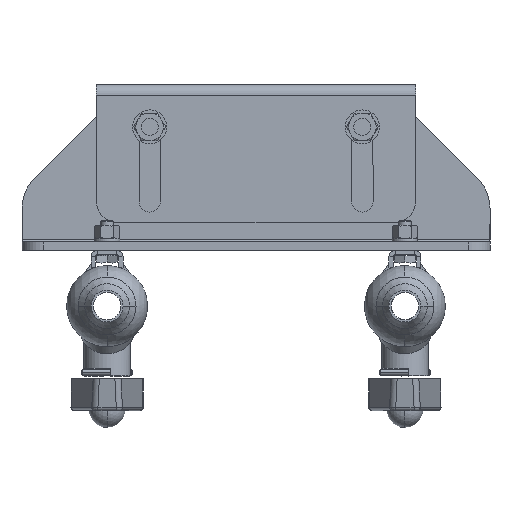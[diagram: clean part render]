
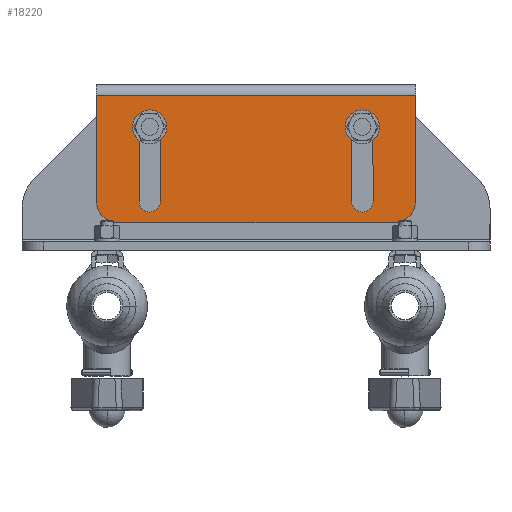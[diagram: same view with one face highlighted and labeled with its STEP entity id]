
A CAD part, front view. The second image highlights one B-rep face of the part: STEP entity #18220.
In plain terms, the highlighted planar face has unit normal (0, -1, 0).
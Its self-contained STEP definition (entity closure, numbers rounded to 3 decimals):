
#1889 = LINE ( 'NONE', #1948, #1947 ) ;
#1946 = DIRECTION ( 'NONE',  ( 0., 0., 1. ) ) ;
#1947 = VECTOR ( 'NONE', #1946, 1000. ) ;
#1948 = CARTESIAN_POINT ( 'NONE',  ( -75., -8., 8. ) ) ;
#2388 = DIRECTION ( 'NONE',  ( 1., 0., 0. ) ) ;
#2389 = VECTOR ( 'NONE', #2388, 1000. ) ;
#2390 = CARTESIAN_POINT ( 'NONE',  ( -75., -8., -57. ) ) ;
#2391 = LINE ( 'NONE', #2390, #2389 ) ;
#2402 = DIRECTION ( 'NONE',  ( 0., 0., -1. ) ) ;
#2403 = DIRECTION ( 'NONE',  ( 0., -1., 0. ) ) ;
#2404 = CARTESIAN_POINT ( 'NONE',  ( 50., -8., -47. ) ) ;
#2405 = AXIS2_PLACEMENT_3D ( 'NONE', #2404, #2403, #2402 ) ;
#2406 = CIRCLE ( 'NONE', #2405, 5. ) ;
#2408 = CARTESIAN_POINT ( 'NONE',  ( 45., -8., -47. ) ) ;
#2422 = CARTESIAN_POINT ( 'NONE',  ( 55., -8., -12. ) ) ;
#2423 = DIRECTION ( 'NONE',  ( 0., 0., 1. ) ) ;
#2424 = VECTOR ( 'NONE', #2423, 1000. ) ;
#2425 = CARTESIAN_POINT ( 'NONE',  ( 55., -8., -47. ) ) ;
#2460 = CARTESIAN_POINT ( 'NONE',  ( 55., -8., -47. ) ) ;
#2505 = LINE ( 'NONE', #2425, #2424 ) ;
#2587 = DIRECTION ( 'NONE',  ( 0., 0., 1. ) ) ;
#2588 = DIRECTION ( 'NONE',  ( 0., -1., 0. ) ) ;
#2589 = AXIS2_PLACEMENT_3D ( 'NONE', #2599, #2588, #2587 ) ;
#2590 = CIRCLE ( 'NONE', #2589, 5. ) ;
#2591 = LINE ( 'NONE', #2741, #2740 ) ;
#2599 = CARTESIAN_POINT ( 'NONE',  ( -50., -8., -12. ) ) ;
#2647 = DIRECTION ( 'NONE',  ( 0., 0., -1. ) ) ;
#2648 = DIRECTION ( 'NONE',  ( 0., -1., 0. ) ) ;
#2649 = CARTESIAN_POINT ( 'NONE',  ( 50., -8., -12. ) ) ;
#2650 = AXIS2_PLACEMENT_3D ( 'NONE', #2649, #2648, #2647 ) ;
#2651 = DIRECTION ( 'NONE',  ( 0., 0., -1. ) ) ;
#2652 = DIRECTION ( 'NONE',  ( 0., 1., 0. ) ) ;
#2653 = CARTESIAN_POINT ( 'NONE',  ( -75., -8., 8. ) ) ;
#2654 = AXIS2_PLACEMENT_3D ( 'NONE', #2653, #2652, #2651 ) ;
#2655 = CIRCLE ( 'NONE', #2650, 5. ) ;
#2656 = PLANE ( 'NONE',  #2654 ) ;
#2738 = CARTESIAN_POINT ( 'NONE',  ( 45., -8., -12. ) ) ;
#2739 = DIRECTION ( 'NONE',  ( 0., 0., -1. ) ) ;
#2740 = VECTOR ( 'NONE', #2739, 1000. ) ;
#2741 = CARTESIAN_POINT ( 'NONE',  ( 45., -8., -47. ) ) ;
#2744 = FACE_OUTER_BOUND ( 'NONE', #18260, .T. ) ;
#2745 = FACE_BOUND ( 'NONE', #18068, .T. ) ;
#2746 = FACE_BOUND ( 'NONE', #18247, .T. ) ;
#17773 = ORIENTED_EDGE ( 'NONE', *, *, #31046, .T. ) ;
#17776 = ORIENTED_EDGE ( 'NONE', *, *, #31529, .T. ) ;
#17778 = ORIENTED_EDGE ( 'NONE', *, *, #17782, .F. ) ;
#17782 = EDGE_CURVE ( 'NONE', #31289, #27382, #1889, .T. ) ;
#17784 = ORIENTED_EDGE ( 'NONE', *, *, #31593, .T. ) ;
#17787 = ORIENTED_EDGE ( 'NONE', *, *, #18096, .T. ) ;
#18068 = EDGE_LOOP ( 'NONE', ( #18249, #18251, #18256, #18258 ) ) ;
#18087 = EDGE_CURVE ( 'NONE', #18194, #18088, #2505, .T. ) ;
#18088 = VERTEX_POINT ( 'NONE', #2422 ) ;
#18096 = EDGE_CURVE ( 'NONE', #31590, #31057, #2391, .T. ) ;
#18098 = ORIENTED_EDGE ( 'NONE', *, *, #31055, .T. ) ;
#18162 = VERTEX_POINT ( 'NONE', #2408 ) ;
#18165 = EDGE_CURVE ( 'NONE', #18162, #18194, #2406, .T. ) ;
#18194 = VERTEX_POINT ( 'NONE', #2460 ) ;
#18207 = VERTEX_POINT ( 'NONE', #2738 ) ;
#18209 = EDGE_CURVE ( 'NONE', #18207, #18162, #2591, .T. ) ;
#18220 = ADVANCED_FACE ( 'NONE', ( #2746, #2745, #2744 ), #2656, .F. ) ;
#18221 = ORIENTED_EDGE ( 'NONE', *, *, #18209, .F. ) ;
#18222 = ORIENTED_EDGE ( 'NONE', *, *, #18223, .F. ) ;
#18223 = EDGE_CURVE ( 'NONE', #18088, #18207, #2655, .T. ) ;
#18225 = ORIENTED_EDGE ( 'NONE', *, *, #18087, .F. ) ;
#18226 = ORIENTED_EDGE ( 'NONE', *, *, #18165, .F. ) ;
#18247 = EDGE_LOOP ( 'NONE', ( #18221, #18222, #18225, #18226 ) ) ;
#18249 = ORIENTED_EDGE ( 'NONE', *, *, #27701, .F. ) ;
#18251 = ORIENTED_EDGE ( 'NONE', *, *, #18253, .F. ) ;
#18253 = EDGE_CURVE ( 'NONE', #27246, #27576, #2590, .T. ) ;
#18256 = ORIENTED_EDGE ( 'NONE', *, *, #27399, .F. ) ;
#18258 = ORIENTED_EDGE ( 'NONE', *, *, #27143, .F. ) ;
#18260 = EDGE_LOOP ( 'NONE', ( #17773, #17776, #17778, #17784, #17787, #18098 ) ) ;
#27143 = EDGE_CURVE ( 'NONE', #27703, #27429, #27577, .T. ) ;
#27246 = VERTEX_POINT ( 'NONE', #27747 ) ;
#27382 = VERTEX_POINT ( 'NONE', #28224 ) ;
#27399 = EDGE_CURVE ( 'NONE', #27429, #27246, #27795, .T. ) ;
#27429 = VERTEX_POINT ( 'NONE', #27782 ) ;
#27571 = DIRECTION ( 'NONE',  ( 0., 0., 1. ) ) ;
#27572 = DIRECTION ( 'NONE',  ( 0., -1., 0. ) ) ;
#27574 = CARTESIAN_POINT ( 'NONE',  ( -50., -8., -47. ) ) ;
#27575 = AXIS2_PLACEMENT_3D ( 'NONE', #27574, #27572, #27571 ) ;
#27576 = VERTEX_POINT ( 'NONE', #29190 ) ;
#27577 = CIRCLE ( 'NONE', #27575, 5. ) ;
#27701 = EDGE_CURVE ( 'NONE', #27576, #27703, #29167, .T. ) ;
#27703 = VERTEX_POINT ( 'NONE', #29162 ) ;
#27747 = CARTESIAN_POINT ( 'NONE',  ( -45., -8., -12. ) ) ;
#27782 = CARTESIAN_POINT ( 'NONE',  ( -45., -8., -47. ) ) ;
#27789 = DIRECTION ( 'NONE',  ( 0., 0., 1. ) ) ;
#27791 = VECTOR ( 'NONE', #27789, 1000. ) ;
#27794 = CARTESIAN_POINT ( 'NONE',  ( -45., -8., -47. ) ) ;
#27795 = LINE ( 'NONE', #27794, #27791 ) ;
#28224 = CARTESIAN_POINT ( 'NONE',  ( -75., -8., 3. ) ) ;
#29162 = CARTESIAN_POINT ( 'NONE',  ( -55., -8., -47. ) ) ;
#29163 = DIRECTION ( 'NONE',  ( 0., 0., -1. ) ) ;
#29164 = VECTOR ( 'NONE', #29163, 1000. ) ;
#29166 = CARTESIAN_POINT ( 'NONE',  ( -55., -8., -47. ) ) ;
#29167 = LINE ( 'NONE', #29166, #29164 ) ;
#29190 = CARTESIAN_POINT ( 'NONE',  ( -55., -8., -12. ) ) ;
#31039 = VERTEX_POINT ( 'NONE', #31730 ) ;
#31046 = EDGE_CURVE ( 'NONE', #31371, #31039, #31710, .T. ) ;
#31055 = EDGE_CURVE ( 'NONE', #31057, #31371, #32342, .T. ) ;
#31057 = VERTEX_POINT ( 'NONE', #32333 ) ;
#31289 = VERTEX_POINT ( 'NONE', #32717 ) ;
#31371 = VERTEX_POINT ( 'NONE', #33216 ) ;
#31529 = EDGE_CURVE ( 'NONE', #31039, #27382, #33707, .T. ) ;
#31590 = VERTEX_POINT ( 'NONE', #34190 ) ;
#31593 = EDGE_CURVE ( 'NONE', #31289, #31590, #34186, .T. ) ;
#31710 = LINE ( 'NONE', #31859, #31858 ) ;
#31730 = CARTESIAN_POINT ( 'NONE',  ( 75., -8., 3. ) ) ;
#31856 = DIRECTION ( 'NONE',  ( 0., 0., 1. ) ) ;
#31858 = VECTOR ( 'NONE', #31856, 1000. ) ;
#31859 = CARTESIAN_POINT ( 'NONE',  ( 75., -8., 8. ) ) ;
#32333 = CARTESIAN_POINT ( 'NONE',  ( 65., -8., -57. ) ) ;
#32335 = DIRECTION ( 'NONE',  ( 0., 0., -1. ) ) ;
#32337 = DIRECTION ( 'NONE',  ( 0., -1., 0. ) ) ;
#32338 = CARTESIAN_POINT ( 'NONE',  ( 65., -8., -47. ) ) ;
#32340 = AXIS2_PLACEMENT_3D ( 'NONE', #32338, #32337, #32335 ) ;
#32342 = CIRCLE ( 'NONE', #32340, 10. ) ;
#32717 = CARTESIAN_POINT ( 'NONE',  ( -75., -8., -47. ) ) ;
#33216 = CARTESIAN_POINT ( 'NONE',  ( 75., -8., -47. ) ) ;
#33703 = DIRECTION ( 'NONE',  ( -1., 0., 0. ) ) ;
#33704 = VECTOR ( 'NONE', #33703, 1000. ) ;
#33705 = CARTESIAN_POINT ( 'NONE',  ( 75., -8., 3. ) ) ;
#33707 = LINE ( 'NONE', #33705, #33704 ) ;
#34177 = DIRECTION ( 'NONE',  ( 0., 0., -1. ) ) ;
#34179 = DIRECTION ( 'NONE',  ( 0., -1., 0. ) ) ;
#34181 = CARTESIAN_POINT ( 'NONE',  ( -65., -8., -47. ) ) ;
#34183 = AXIS2_PLACEMENT_3D ( 'NONE', #34181, #34179, #34177 ) ;
#34186 = CIRCLE ( 'NONE', #34183, 10. ) ;
#34190 = CARTESIAN_POINT ( 'NONE',  ( -65., -8., -57. ) ) ;
